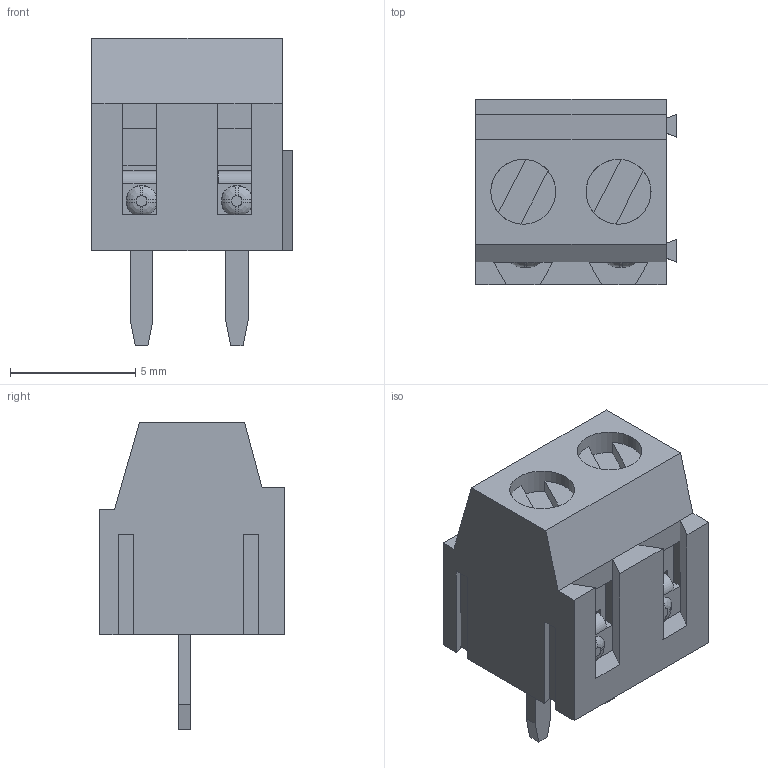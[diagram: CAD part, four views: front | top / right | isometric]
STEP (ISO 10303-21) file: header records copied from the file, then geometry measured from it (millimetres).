
FILE_DESCRIPTION( ( 'Unknown' ), '1' );
FILE_NAME( '691214310002.stp', 'Unknown', ( 'Unknown' ), ( 'Unknown' ), 'PSStep 17.0.49', 'Unknown', ' ' );
FILE_SCHEMA( ( 'AUTOMOTIVE_DESIGN { 1 0 10303 214 1 1 1 1 }' ) );
Length unit declared in the file: millimetre
Products named in the file (5): Assem1; 6912143100xx_MASS; 6912143100xx_VIS; 6912143100xx_PIN; 691214310002
Assembly tree (7 placements, depth 2):
  Assem1
    6912143100xx_MASS  x2
    6912143100xx_VIS  x2
    6912143100xx_PIN  x2
    691214310002
Bounding box: 8.02 x 7.4 x 12.3 mm (x, y, z)
Volume: 293 mm3; surface area: 976.9 mm2
Topology: 7 solids, 7 shells, 262 faces, 670 edges, 428 vertices
Faces by surface type: plane 176, cylinder 54, torus 16, bspline 16
Full cylindrical faces by diameter (mm): 1.597 x2, 1.6 x2, 2.3 x2, 2.6 x4
Entity records: 6796 total; most frequent: CARTESIAN_POINT 1028, ORIENTED_EDGE 882, DIRECTION 874, EDGE_CURVE 441, LINE 356, VECTOR 356, VERTEX_POINT 285, AXIS2_PLACEMENT_3D 259
